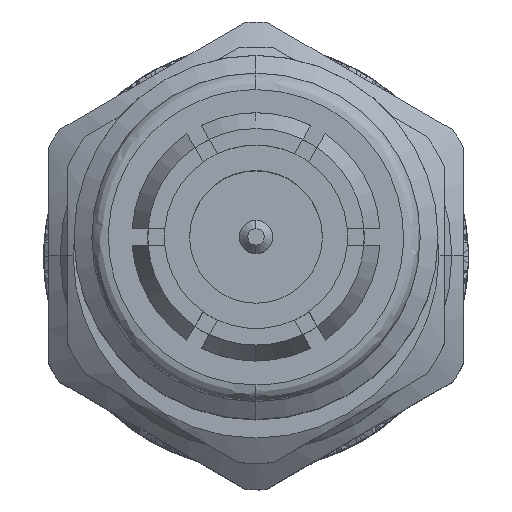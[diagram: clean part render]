
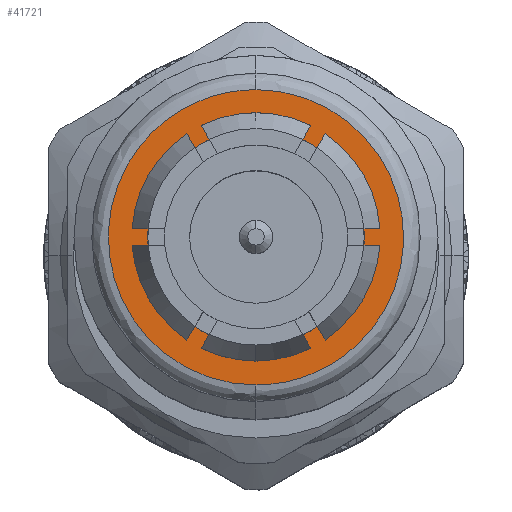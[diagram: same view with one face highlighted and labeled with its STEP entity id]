
A CAD part, top view. The second image highlights one B-rep face of the part: STEP entity #41721.
In plain terms, the highlighted face is planar.
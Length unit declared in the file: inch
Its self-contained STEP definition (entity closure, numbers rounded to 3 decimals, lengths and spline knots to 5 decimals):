
#1123 = CARTESIAN_POINT ( 'NONE',  ( 0.16462, 0., -0.08895 ) ) ;
#4829 = DIRECTION ( 'NONE',  ( -1., 0., 0. ) ) ;
#4918 = CARTESIAN_POINT ( 'NONE',  ( 0.16462, 0.1779, 0.08895 ) ) ;
#5592 = FACE_BOUND ( 'NONE', #30500, .T. ) ;
#11065 = CARTESIAN_POINT ( 'NONE',  ( 0.16462, 0.1779, -0.08895 ) ) ;
#11439 = ORIENTED_EDGE ( 'NONE', *, *, #83378, .F. ) ;
#12228 = FACE_OUTER_BOUND ( 'NONE', #80387, .T. ) ;
#13758 = CARTESIAN_POINT ( 'NONE',  ( 0.16462, 0., 0. ) ) ;
#16858 = ORIENTED_EDGE ( 'NONE', *, *, #36902, .F. ) ;
#20367 = CIRCLE ( 'NONE', #92803, 0.06522 ) ;
#27008 = DIRECTION ( 'NONE',  ( 0., 0., 1. ) ) ;
#30500 = EDGE_LOOP ( 'NONE', ( #11439, #87172 ) ) ;
#32251 = DIRECTION ( 'NONE',  ( 0., 0., 1. ) ) ;
#33723 = CARTESIAN_POINT ( 'NONE',  ( 0.16462, 0., 0.08895 ) ) ;
#34382 =( BOUNDED_CURVE ( )  B_SPLINE_CURVE ( 3, ( #59393, #87268, #43805, #88207 ),
 .UNSPECIFIED., .F., .F. ) 
 B_SPLINE_CURVE_WITH_KNOTS ( ( 4, 4 ),
 ( 0., 1. ),
 .UNSPECIFIED. ) 
 CURVE ( )  GEOMETRIC_REPRESENTATION_ITEM ( )  RATIONAL_B_SPLINE_CURVE ( ( 1., 0.333, 0.333, 1. ) ) 
 REPRESENTATION_ITEM ( '' )  );
#36902 = EDGE_CURVE ( 'NONE', #71035, #60760, #49408, .T. ) ;
#40140 = CARTESIAN_POINT ( 'NONE',  ( 0.16462, 0.06885, 0. ) ) ;
#40760 = CARTESIAN_POINT ( 'NONE',  ( 0.16462, 0., 0. ) ) ;
#41521 = AXIS2_PLACEMENT_3D ( 'NONE', #40760, #4829, #32251 ) ;
#41721 = ADVANCED_FACE ( 'NONE', ( #5592, #12228 ), #83643, .F. ) ;
#41963 = ORIENTED_EDGE ( 'NONE', *, *, #44735, .F. ) ;
#43372 = AXIS2_PLACEMENT_3D ( 'NONE', #40140, #61922, #68995 ) ;
#43805 = CARTESIAN_POINT ( 'NONE',  ( 0.16462, -0.1779, -0.08895 ) ) ;
#44735 = EDGE_CURVE ( 'NONE', #60760, #71035, #34382, .T. ) ;
#48329 = DIRECTION ( 'NONE',  ( -1., 0., 0. ) ) ;
#49408 =( BOUNDED_CURVE ( )  B_SPLINE_CURVE ( 3, ( #62173, #11065, #4918, #33723 ),
 .UNSPECIFIED., .F., .F. ) 
 B_SPLINE_CURVE_WITH_KNOTS ( ( 4, 4 ),
 ( 0., 1. ),
 .UNSPECIFIED. ) 
 CURVE ( )  GEOMETRIC_REPRESENTATION_ITEM ( )  RATIONAL_B_SPLINE_CURVE ( ( 1., 0.333, 0.333, 1. ) ) 
 REPRESENTATION_ITEM ( '' )  );
#54042 = VERTEX_POINT ( 'NONE', #64638 ) ;
#54629 = CARTESIAN_POINT ( 'NONE',  ( 0.16462, 0., -0.06522 ) ) ;
#58207 = CARTESIAN_POINT ( 'NONE',  ( 0.16462, 0., 0.08895 ) ) ;
#59393 = CARTESIAN_POINT ( 'NONE',  ( 0.16462, 0., 0.08895 ) ) ;
#60760 = VERTEX_POINT ( 'NONE', #58207 ) ;
#61922 = DIRECTION ( 'NONE',  ( 1., 0., 0. ) ) ;
#62173 = CARTESIAN_POINT ( 'NONE',  ( 0.16462, 0., -0.08895 ) ) ;
#64157 = CIRCLE ( 'NONE', #41521, 0.06522 ) ;
#64638 = CARTESIAN_POINT ( 'NONE',  ( 0.16462, 0., 0.06522 ) ) ;
#68995 = DIRECTION ( 'NONE',  ( 0., 0., -1. ) ) ;
#71035 = VERTEX_POINT ( 'NONE', #1123 ) ;
#80387 = EDGE_LOOP ( 'NONE', ( #16858, #41963 ) ) ;
#83378 = EDGE_CURVE ( 'NONE', #87775, #54042, #20367, .T. ) ;
#83643 = PLANE ( 'NONE',  #43372 ) ;
#84191 = EDGE_CURVE ( 'NONE', #54042, #87775, #64157, .T. ) ;
#87172 = ORIENTED_EDGE ( 'NONE', *, *, #84191, .F. ) ;
#87268 = CARTESIAN_POINT ( 'NONE',  ( 0.16462, -0.1779, 0.08895 ) ) ;
#87775 = VERTEX_POINT ( 'NONE', #54629 ) ;
#88207 = CARTESIAN_POINT ( 'NONE',  ( 0.16462, 0., -0.08895 ) ) ;
#92803 = AXIS2_PLACEMENT_3D ( 'NONE', #13758, #48329, #27008 ) ;
